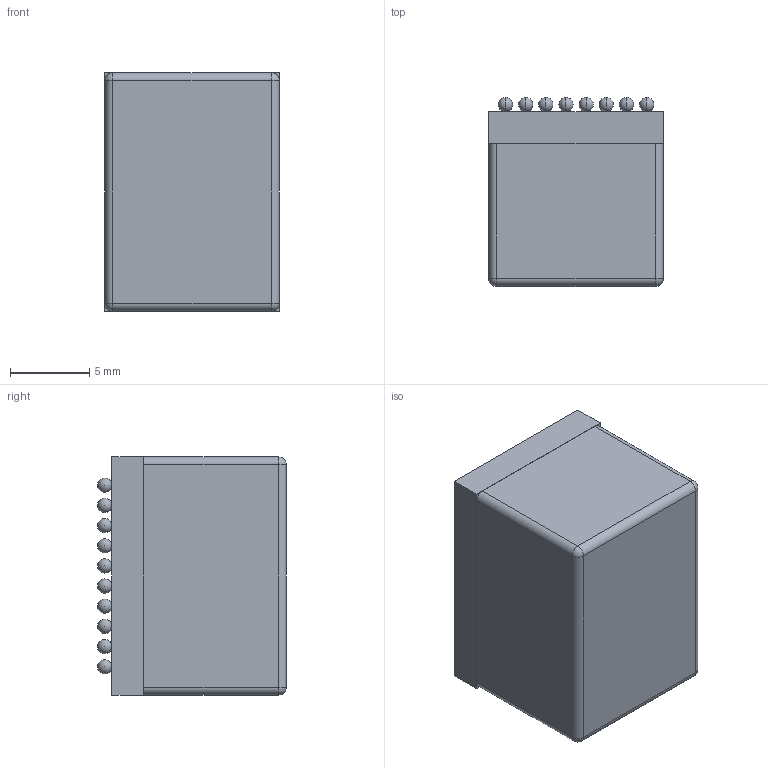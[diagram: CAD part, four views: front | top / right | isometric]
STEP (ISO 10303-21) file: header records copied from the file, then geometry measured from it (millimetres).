
FILE_DESCRIPTION (( 'STEP AP214' ), '1' );
FILE_NAME ('ADIS16470AMLZ.STEP', '2023-10-21T08:51:19', ( '' ), ( '' ), 'SwSTEP 2.0', 'SolidWorks 2022', '' );
FILE_SCHEMA (( 'AUTOMOTIVE_DESIGN' ));
Length unit declared in the file: millimetre
Products named in the file (1): ADIS16470AMLZ
Bounding box: 11 x 11.9 x 15 mm (x, y, z)
Volume: 1825.5 mm3; surface area: 1314.9 mm2
Topology: 42 solids, 42 shells, 110 faces, 344 edges, 236 vertices
Faces by surface type: sphere 84, plane 14, cylinder 12
Entity records: 3655 total; most frequent: DIRECTION 466, CARTESIAN_POINT 367, ORIENTED_EDGE 280, AXIS2_PLACEMENT_3D 215, EDGE_CURVE 140, UNCERTAINTY_MEASURE_WITH_UNIT 124, SURFACE_SIDE_STYLE 123, FILL_AREA_STYLE 123
